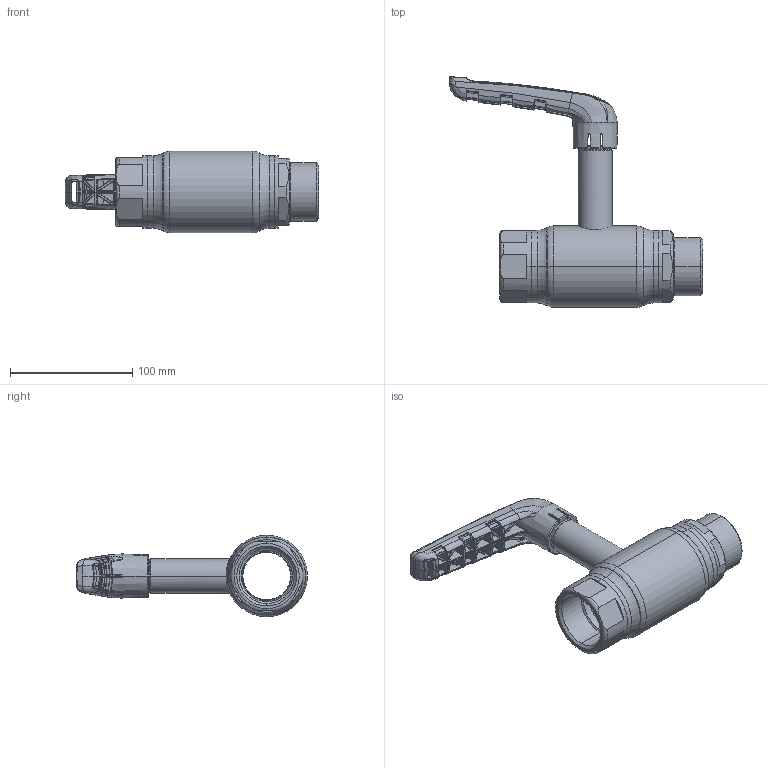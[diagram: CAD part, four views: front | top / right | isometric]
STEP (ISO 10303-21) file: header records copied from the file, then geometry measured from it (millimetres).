
FILE_DESCRIPTION (( 'STEP AP214' ), '1' );
FILE_NAME ('2040002401-xxxx.step', '2019-05-10T11:11:37', ( '' ), ( '' ), 'SwSTEP 2.0', 'SolidWorks 2017', '' );
FILE_SCHEMA (( 'AUTOMOTIVE_DESIGN' ));
Length unit declared in the file: millimetre
Products named in the file (1): 2040002401-xxxx
Bounding box: 207.35 x 188.99 x 66.68 mm (x, y, z)
Surface area: 75268.1 mm2 (no closed solid volume)
Topology: 0 solids, 9 shells, 796 faces, 2570 edges, 1662 vertices
Faces by surface type: bspline 642, plane 67, cylinder 30, cone 24, torus 23, sphere 10
Entity records: 59257 total; most frequent: CARTESIAN_POINT 34180, ORIENTED_EDGE 4119, EDGE_CURVE 2556, B_SPLINE_CURVE_WITH_KNOTS 1770, DIRECTION 1697, VERTEX_POINT 1660, EDGE_LOOP 806, UNCERTAINTY_MEASURE_WITH_UNIT 798
